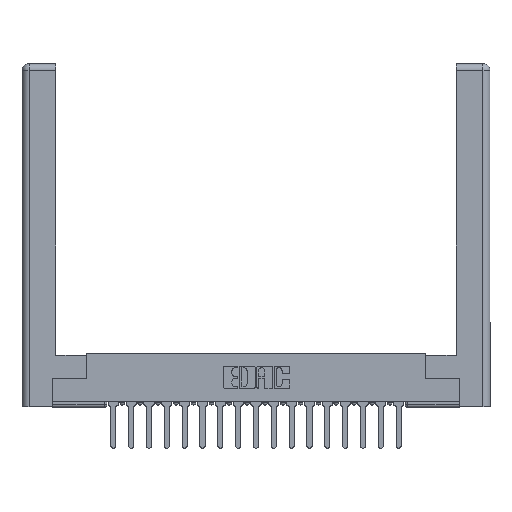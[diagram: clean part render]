
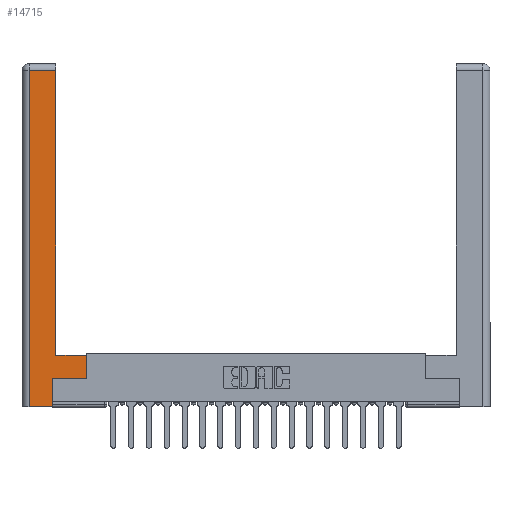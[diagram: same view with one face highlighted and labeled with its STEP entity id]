
A CAD part, top view. The second image highlights one B-rep face of the part: STEP entity #14715.
In plain terms, the highlighted planar face has unit normal (0, 0, 1).
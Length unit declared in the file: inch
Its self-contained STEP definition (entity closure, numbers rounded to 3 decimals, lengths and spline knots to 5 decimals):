
#158 = AXIS2_PLACEMENT_3D ( 'NONE', #7834, #17842, #6561 ) ;
#472 = VECTOR ( 'NONE', #13916, 39.37008 ) ;
#744 = EDGE_CURVE ( 'NONE', #4060, #20310, #9646, .T. ) ;
#962 = DIRECTION ( 'NONE',  ( 1., 0., 0. ) ) ;
#1579 = ORIENTED_EDGE ( 'NONE', *, *, #6550, .T. ) ;
#1939 = EDGE_CURVE ( 'NONE', #9305, #4060, #4706, .T. ) ;
#1992 = VECTOR ( 'NONE', #962, 39.37008 ) ;
#2642 = LINE ( 'NONE', #13809, #1992 ) ;
#2650 = CARTESIAN_POINT ( 'NONE',  ( 0.265, 0.245, 0. ) ) ;
#2987 = CARTESIAN_POINT ( 'NONE',  ( 0.565, 0.45, 0. ) ) ;
#3769 = EDGE_LOOP ( 'NONE', ( #4849, #7981, #5834, #13015, #4783, #1579, #8580, #9888 ) ) ;
#4060 = VERTEX_POINT ( 'NONE', #2987 ) ;
#4706 = LINE ( 'NONE', #19035, #5779 ) ;
#4764 = LINE ( 'NONE', #12882, #7225 ) ;
#4783 = ORIENTED_EDGE ( 'NONE', *, *, #13542, .T. ) ;
#4809 = DIRECTION ( 'NONE',  ( 0., 1., 0. ) ) ;
#4849 = ORIENTED_EDGE ( 'NONE', *, *, #13305, .T. ) ;
#5110 = CARTESIAN_POINT ( 'NONE',  ( 0.295, 0.45, 0. ) ) ;
#5779 = VECTOR ( 'NONE', #4809, 39.37008 ) ;
#5810 = DIRECTION ( 'NONE',  ( 1., 0., 0. ) ) ;
#5834 = ORIENTED_EDGE ( 'NONE', *, *, #14785, .T. ) ;
#6265 = CARTESIAN_POINT ( 'NONE',  ( 0.295, 0.45, 0. ) ) ;
#6550 = EDGE_CURVE ( 'NONE', #8008, #9305, #11076, .T. ) ;
#6561 = DIRECTION ( 'NONE',  ( -1., 0., 0. ) ) ;
#6937 = CARTESIAN_POINT ( 'NONE',  ( 0.265, 0., 0. ) ) ;
#7225 = VECTOR ( 'NONE', #19310, 39.37008 ) ;
#7834 = CARTESIAN_POINT ( 'NONE',  ( 0., 0., 0. ) ) ;
#7981 = ORIENTED_EDGE ( 'NONE', *, *, #19219, .T. ) ;
#8008 = VERTEX_POINT ( 'NONE', #14970 ) ;
#8476 = VERTEX_POINT ( 'NONE', #6937 ) ;
#8565 = LINE ( 'NONE', #2650, #472 ) ;
#8580 = ORIENTED_EDGE ( 'NONE', *, *, #1939, .T. ) ;
#8586 = VECTOR ( 'NONE', #5810, 39.37008 ) ;
#9305 = VERTEX_POINT ( 'NONE', #20240 ) ;
#9511 = CARTESIAN_POINT ( 'NONE',  ( 0.295, 3., 0. ) ) ;
#9646 = LINE ( 'NONE', #6265, #12135 ) ;
#9771 = VERTEX_POINT ( 'NONE', #12004 ) ;
#9888 = ORIENTED_EDGE ( 'NONE', *, *, #744, .T. ) ;
#10613 = VERTEX_POINT ( 'NONE', #17514 ) ;
#10914 = EDGE_CURVE ( 'NONE', #9771, #8476, #2642, .T. ) ;
#11076 = LINE ( 'NONE', #14343, #8586 ) ;
#11368 = VERTEX_POINT ( 'NONE', #13760 ) ;
#12004 = CARTESIAN_POINT ( 'NONE',  ( 0.0615, 0., 0. ) ) ;
#12135 = VECTOR ( 'NONE', #19233, 39.37008 ) ;
#12220 = VECTOR ( 'NONE', #19424, 39.37008 ) ;
#12533 = LINE ( 'NONE', #14223, #16738 ) ;
#12882 = CARTESIAN_POINT ( 'NONE',  ( 0.0615, 0., 0. ) ) ;
#13015 = ORIENTED_EDGE ( 'NONE', *, *, #10914, .T. ) ;
#13305 = EDGE_CURVE ( 'NONE', #20310, #10613, #19625, .T. ) ;
#13542 = EDGE_CURVE ( 'NONE', #8476, #8008, #8565, .T. ) ;
#13760 = CARTESIAN_POINT ( 'NONE',  ( 0.0615, 2.94, 0. ) ) ;
#13809 = CARTESIAN_POINT ( 'NONE',  ( 0.265, 0., 0. ) ) ;
#13916 = DIRECTION ( 'NONE',  ( 0., 1., 0. ) ) ;
#14223 = CARTESIAN_POINT ( 'NONE',  ( 0.0615, 2.94, 0. ) ) ;
#14343 = CARTESIAN_POINT ( 'NONE',  ( 0.565, 0.245, 0. ) ) ;
#14715 = ADVANCED_FACE ( 'NONE', ( #16249 ), #15834, .F. ) ;
#14785 = EDGE_CURVE ( 'NONE', #11368, #9771, #4764, .T. ) ;
#14970 = CARTESIAN_POINT ( 'NONE',  ( 0.265, 0.245, 0. ) ) ;
#15834 = PLANE ( 'NONE',  #158 ) ;
#16249 = FACE_OUTER_BOUND ( 'NONE', #3769, .T. ) ;
#16738 = VECTOR ( 'NONE', #20170, 39.37008 ) ;
#17514 = CARTESIAN_POINT ( 'NONE',  ( 0.295, 2.94, 0. ) ) ;
#17842 = DIRECTION ( 'NONE',  ( 0., 0., -1. ) ) ;
#19035 = CARTESIAN_POINT ( 'NONE',  ( 0.565, 0.45, 0. ) ) ;
#19219 = EDGE_CURVE ( 'NONE', #10613, #11368, #12533, .T. ) ;
#19233 = DIRECTION ( 'NONE',  ( -1., 0., 0. ) ) ;
#19310 = DIRECTION ( 'NONE',  ( 0., -1., 0. ) ) ;
#19424 = DIRECTION ( 'NONE',  ( 0., 1., 0. ) ) ;
#19625 = LINE ( 'NONE', #9511, #12220 ) ;
#20170 = DIRECTION ( 'NONE',  ( -1., 0., 0. ) ) ;
#20240 = CARTESIAN_POINT ( 'NONE',  ( 0.565, 0.245, 0. ) ) ;
#20310 = VERTEX_POINT ( 'NONE', #5110 ) ;
